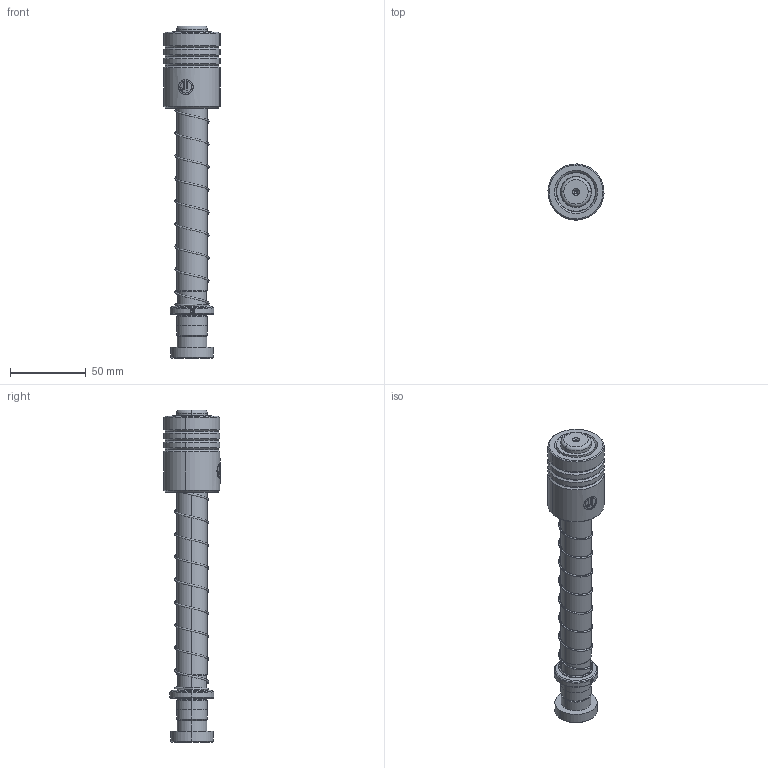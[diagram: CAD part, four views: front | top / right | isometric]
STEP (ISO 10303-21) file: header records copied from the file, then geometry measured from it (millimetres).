
FILE_DESCRIPTION (( 'STEP AP214' ), '1' );
FILE_NAME ('HBSH(HBJH)-D20-L190(BL-50).STEP', '2024-10-06T07:14:20', ( '111' ), ( '21222' ), 'SwSTEP 2.0', 'SolidWorks 2020', '' );
FILE_SCHEMA (( 'AUTOMOTIVE_DESIGN' ));
Length unit declared in the file: millimetre
Products named in the file (8): TBB-D37-d26-L50; BSH-D25.5-20.5-50郪蚾; BSH25.5-20.5-L50; DRP蹟簽D20; TRP-D20-L180; BALL-D3; HBSH(HBJH)-D20-L190(BL-50); HWP-D22.5-d20.5-L120
Assembly tree (171 placements, depth 3):
  HBSH(HBJH)-D20-L190(BL-50)
    TRP-D20-L180
    DRP蹟簽D20
    TBB-D37-d26-L50
    BSH-D25.5-20.5-50郪蚾
      BSH25.5-20.5-L50
      BALL-D3  x165
    HWP-D22.5-d20.5-L120
Bounding box: 36.94 x 36.97 x 219 mm (x, y, z)
Volume: 104179.3 mm3; surface area: 46590.7 mm2
Topology: 170 solids, 170 shells, 832 faces, 3410 edges, 2256 vertices
Faces by surface type: sphere 660, cylinder 43, cone 40, bspline 35, plane 30, torus 24
Entity records: 35096 total; most frequent: CARTESIAN_POINT 21167, ORIENTED_EDGE 2842, DIRECTION 2412, EDGE_CURVE 1421, AXIS2_PLACEMENT_3D 1152, VERTEX_POINT 924, EDGE_LOOP 835, B_SPLINE_CURVE_WITH_KNOTS 806
